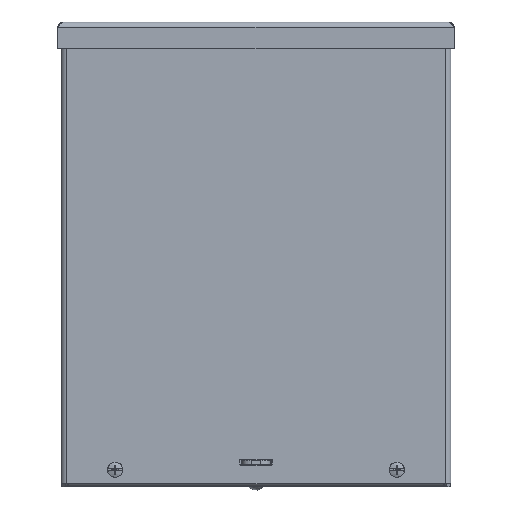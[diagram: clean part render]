
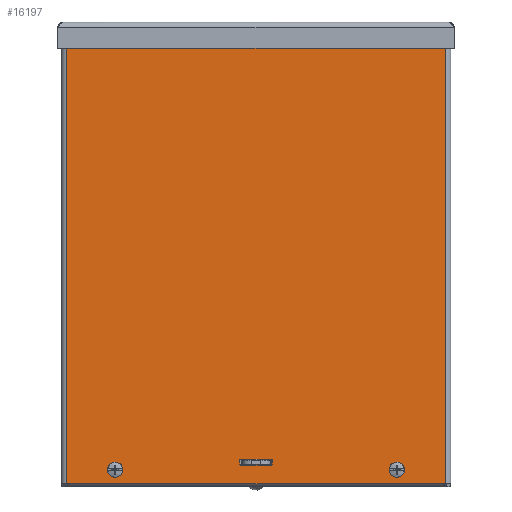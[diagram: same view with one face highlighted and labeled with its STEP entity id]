
A CAD part, top view. The second image highlights one B-rep face of the part: STEP entity #16197.
In plain terms, the highlighted planar face has unit normal (0, 0, 1).
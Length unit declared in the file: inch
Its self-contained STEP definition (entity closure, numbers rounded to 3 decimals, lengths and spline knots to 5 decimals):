
#73 = VERTEX_POINT ( 'NONE', #4266 ) ;
#179 = DIRECTION ( 'NONE',  ( 0., 1., 0. ) ) ;
#353 = CARTESIAN_POINT ( 'NONE',  ( 0.42188, -2.63713, 4.19362 ) ) ;
#523 = VERTEX_POINT ( 'NONE', #17929 ) ;
#647 = FACE_OUTER_BOUND ( 'NONE', #14190, .T. ) ;
#704 = EDGE_CURVE ( 'NONE', #11087, #11087, #12896, .T. ) ;
#1193 = ORIENTED_EDGE ( 'NONE', *, *, #10597, .T. ) ;
#1281 = VECTOR ( 'NONE', #9788, 39.37008 ) ;
#1289 = AXIS2_PLACEMENT_3D ( 'NONE', #14464, #11970, #10513 ) ;
#1309 = EDGE_CURVE ( 'NONE', #17289, #2861, #14169, .T. ) ;
#1311 = VERTEX_POINT ( 'NONE', #9449 ) ;
#1540 = VERTEX_POINT ( 'NONE', #10140 ) ;
#1644 = EDGE_CURVE ( 'NONE', #6897, #15298, #13066, .T. ) ;
#2361 = EDGE_CURVE ( 'NONE', #523, #523, #3235, .T. ) ;
#2385 = CARTESIAN_POINT ( 'NONE',  ( -5.059, -5.92188, 4.19362 ) ) ;
#2757 = DIRECTION ( 'NONE',  ( 1., 0., 0. ) ) ;
#2861 = VERTEX_POINT ( 'NONE', #7833 ) ;
#2888 = AXIS2_PLACEMENT_3D ( 'NONE', #15095, #4027, #13790 ) ;
#3032 = EDGE_CURVE ( 'NONE', #11675, #6048, #11193, .T. ) ;
#3041 = EDGE_LOOP ( 'NONE', ( #8962 ) ) ;
#3138 = CARTESIAN_POINT ( 'NONE',  ( 4.90625, -2.95313, 4.19362 ) ) ;
#3164 = CARTESIAN_POINT ( 'NONE',  ( 0.39062, -5.44613, 4.19362 ) ) ;
#3235 = CIRCLE ( 'NONE', #17904, 0.125 ) ;
#3359 = AXIS2_PLACEMENT_3D ( 'NONE', #15175, #6892, #2757 ) ;
#3360 = CARTESIAN_POINT ( 'NONE',  ( 0., 0.01562, 4.19362 ) ) ;
#3421 = PLANE ( 'NONE',  #6288 ) ;
#3810 = EDGE_CURVE ( 'NONE', #1540, #11675, #4867, .T. ) ;
#3965 = ORIENTED_EDGE ( 'NONE', *, *, #6283, .F. ) ;
#4027 = DIRECTION ( 'NONE',  ( 0., 0., 1. ) ) ;
#4062 = DIRECTION ( 'NONE',  ( 0., 0., -1. ) ) ;
#4266 = CARTESIAN_POINT ( 'NONE',  ( 3.78125, -5.5625, 4.19362 ) ) ;
#4378 = EDGE_CURVE ( 'NONE', #6048, #6356, #15612, .T. ) ;
#4400 = ORIENTED_EDGE ( 'NONE', *, *, #3032, .T. ) ;
#4563 = ORIENTED_EDGE ( 'NONE', *, *, #8053, .F. ) ;
#4790 = EDGE_CURVE ( 'NONE', #17289, #11882, #12155, .T. ) ;
#4867 = LINE ( 'NONE', #2385, #15910 ) ;
#5157 = EDGE_LOOP ( 'NONE', ( #17210, #3965, #1193, #4563, #7802, #11835, #9297, #7920 ) ) ;
#5302 = DIRECTION ( 'NONE',  ( 1., 0., 0. ) ) ;
#5325 = CARTESIAN_POINT ( 'NONE',  ( 3.65625, 5.59375, 4.19362 ) ) ;
#5627 = DIRECTION ( 'NONE',  ( 0., 0., -1. ) ) ;
#5790 = VECTOR ( 'NONE', #8403, 39.37008 ) ;
#6048 = VERTEX_POINT ( 'NONE', #17197 ) ;
#6187 = LINE ( 'NONE', #11071, #9446 ) ;
#6283 = EDGE_CURVE ( 'NONE', #13435, #11882, #15923, .T. ) ;
#6288 = AXIS2_PLACEMENT_3D ( 'NONE', #3360, #15688, #17056 ) ;
#6356 = VERTEX_POINT ( 'NONE', #13741 ) ;
#6476 = LINE ( 'NONE', #12217, #6918 ) ;
#6481 = FACE_BOUND ( 'NONE', #8735, .T. ) ;
#6579 = CIRCLE ( 'NONE', #13559, 0.03125 ) ;
#6857 = DIRECTION ( 'NONE',  ( -0.707, -0.707, 0. ) ) ;
#6868 = EDGE_LOOP ( 'NONE', ( #10966 ) ) ;
#6892 = DIRECTION ( 'NONE',  ( 0., 0., -1. ) ) ;
#6897 = VERTEX_POINT ( 'NONE', #15860 ) ;
#6918 = VECTOR ( 'NONE', #5302, 39.37008 ) ;
#7106 = ORIENTED_EDGE ( 'NONE', *, *, #9652, .T. ) ;
#7353 = VERTEX_POINT ( 'NONE', #12963 ) ;
#7642 = CARTESIAN_POINT ( 'NONE',  ( 3.65625, -5.5625, 4.19362 ) ) ;
#7802 = ORIENTED_EDGE ( 'NONE', *, *, #9679, .T. ) ;
#7833 = CARTESIAN_POINT ( 'NONE',  ( 0.39062, -5.28988, 4.19362 ) ) ;
#7920 = ORIENTED_EDGE ( 'NONE', *, *, #1309, .F. ) ;
#8053 = EDGE_CURVE ( 'NONE', #7353, #1311, #6579, .T. ) ;
#8055 = DIRECTION ( 'NONE',  ( 1., 0., 0. ) ) ;
#8173 = AXIS2_PLACEMENT_3D ( 'NONE', #7642, #14638, #10441 ) ;
#8208 = VECTOR ( 'NONE', #179, 39.37008 ) ;
#8403 = DIRECTION ( 'NONE',  ( 0., 1., 0. ) ) ;
#8412 = CARTESIAN_POINT ( 'NONE',  ( -3.53125, -5.5625, 4.19362 ) ) ;
#8539 = CARTESIAN_POINT ( 'NONE',  ( -0.42188, -2.71525, 4.19362 ) ) ;
#8735 = EDGE_LOOP ( 'NONE', ( #15607 ) ) ;
#8962 = ORIENTED_EDGE ( 'NONE', *, *, #2361, .T. ) ;
#9297 = ORIENTED_EDGE ( 'NONE', *, *, #12083, .T. ) ;
#9446 = VECTOR ( 'NONE', #14022, 39.37008 ) ;
#9449 = CARTESIAN_POINT ( 'NONE',  ( -0.39063, -5.44613, 4.19362 ) ) ;
#9652 = EDGE_CURVE ( 'NONE', #6356, #1540, #12324, .T. ) ;
#9679 = EDGE_CURVE ( 'NONE', #7353, #15298, #15556, .T. ) ;
#9713 = FACE_BOUND ( 'NONE', #12595, .T. ) ;
#9788 = DIRECTION ( 'NONE',  ( 0., -1., 0. ) ) ;
#9805 = ORIENTED_EDGE ( 'NONE', *, *, #3810, .T. ) ;
#9881 = EDGE_CURVE ( 'NONE', #73, #73, #15522, .T. ) ;
#9903 = CARTESIAN_POINT ( 'NONE',  ( -4.90625, 2.98438, 4.19362 ) ) ;
#10004 = DIRECTION ( 'NONE',  ( 0., -1., 0. ) ) ;
#10139 = FACE_BOUND ( 'NONE', #5157, .T. ) ;
#10140 = CARTESIAN_POINT ( 'NONE',  ( -4.90625, -5.92188, 4.19362 ) ) ;
#10212 = VERTEX_POINT ( 'NONE', #8412 ) ;
#10441 = DIRECTION ( 'NONE',  ( 1., 0., 0. ) ) ;
#10513 = DIRECTION ( 'NONE',  ( -0.707, 0.707, 0. ) ) ;
#10597 = EDGE_CURVE ( 'NONE', #13435, #1311, #6187, .T. ) ;
#10933 = DIRECTION ( 'NONE',  ( 0.707, 0.707, 0. ) ) ;
#10966 = ORIENTED_EDGE ( 'NONE', *, *, #704, .T. ) ;
#10976 = CARTESIAN_POINT ( 'NONE',  ( -3.53125, 5.59375, 4.19362 ) ) ;
#11071 = CARTESIAN_POINT ( 'NONE',  ( 0.21094, -5.44613, 4.19362 ) ) ;
#11087 = VERTEX_POINT ( 'NONE', #10976 ) ;
#11193 = LINE ( 'NONE', #3138, #5790 ) ;
#11675 = VERTEX_POINT ( 'NONE', #15186 ) ;
#11806 = CIRCLE ( 'NONE', #3359, 0.125 ) ;
#11835 = ORIENTED_EDGE ( 'NONE', *, *, #1644, .F. ) ;
#11882 = VERTEX_POINT ( 'NONE', #13086 ) ;
#11970 = DIRECTION ( 'NONE',  ( 0., 0., 1. ) ) ;
#12083 = EDGE_CURVE ( 'NONE', #6897, #2861, #6476, .T. ) ;
#12155 = LINE ( 'NONE', #353, #15895 ) ;
#12217 = CARTESIAN_POINT ( 'NONE',  ( -0.21094, -5.28988, 4.19362 ) ) ;
#12324 = LINE ( 'NONE', #9903, #1281 ) ;
#12410 = CARTESIAN_POINT ( 'NONE',  ( 0.39063, -5.32113, 4.19362 ) ) ;
#12595 = EDGE_LOOP ( 'NONE', ( #15512 ) ) ;
#12604 = DIRECTION ( 'NONE',  ( 1., 0., 0. ) ) ;
#12757 = FACE_BOUND ( 'NONE', #3041, .T. ) ;
#12896 = CIRCLE ( 'NONE', #14596, 0.125 ) ;
#12963 = CARTESIAN_POINT ( 'NONE',  ( -0.42188, -5.41488, 4.19362 ) ) ;
#13066 = CIRCLE ( 'NONE', #1289, 0.03125 ) ;
#13086 = CARTESIAN_POINT ( 'NONE',  ( 0.42187, -5.41488, 4.19362 ) ) ;
#13435 = VERTEX_POINT ( 'NONE', #3164 ) ;
#13559 = AXIS2_PLACEMENT_3D ( 'NONE', #15196, #14011, #6857 ) ;
#13741 = CARTESIAN_POINT ( 'NONE',  ( -4.90625, 5.95312, 4.19362 ) ) ;
#13790 = DIRECTION ( 'NONE',  ( 0.707, -0.707, 0. ) ) ;
#14011 = DIRECTION ( 'NONE',  ( 0., 0., 1. ) ) ;
#14022 = DIRECTION ( 'NONE',  ( -1., 0., 0. ) ) ;
#14169 = CIRCLE ( 'NONE', #16252, 0.03125 ) ;
#14190 = EDGE_LOOP ( 'NONE', ( #4400, #15447, #7106, #9805 ) ) ;
#14464 = CARTESIAN_POINT ( 'NONE',  ( -0.39063, -5.32113, 4.19362 ) ) ;
#14596 = AXIS2_PLACEMENT_3D ( 'NONE', #15025, #4062, #17774 ) ;
#14638 = DIRECTION ( 'NONE',  ( 0., 0., -1. ) ) ;
#14709 = DIRECTION ( 'NONE',  ( -1., 0., 0. ) ) ;
#14784 = EDGE_CURVE ( 'NONE', #10212, #10212, #11806, .T. ) ;
#15025 = CARTESIAN_POINT ( 'NONE',  ( -3.65625, 5.59375, 4.19362 ) ) ;
#15095 = CARTESIAN_POINT ( 'NONE',  ( 0.39063, -5.41488, 4.19362 ) ) ;
#15175 = CARTESIAN_POINT ( 'NONE',  ( -3.65625, -5.5625, 4.19362 ) ) ;
#15186 = CARTESIAN_POINT ( 'NONE',  ( 4.90625, -5.92188, 4.19362 ) ) ;
#15196 = CARTESIAN_POINT ( 'NONE',  ( -0.39063, -5.41488, 4.19362 ) ) ;
#15298 = VERTEX_POINT ( 'NONE', #16729 ) ;
#15447 = ORIENTED_EDGE ( 'NONE', *, *, #4378, .T. ) ;
#15512 = ORIENTED_EDGE ( 'NONE', *, *, #14784, .T. ) ;
#15522 = CIRCLE ( 'NONE', #8173, 0.125 ) ;
#15556 = LINE ( 'NONE', #8539, #8208 ) ;
#15607 = ORIENTED_EDGE ( 'NONE', *, *, #9881, .T. ) ;
#15612 = LINE ( 'NONE', #17445, #17158 ) ;
#15688 = DIRECTION ( 'NONE',  ( 0., 0., -1. ) ) ;
#15860 = CARTESIAN_POINT ( 'NONE',  ( -0.39063, -5.28988, 4.19362 ) ) ;
#15895 = VECTOR ( 'NONE', #10004, 39.37008 ) ;
#15910 = VECTOR ( 'NONE', #8055, 39.37008 ) ;
#15923 = CIRCLE ( 'NONE', #2888, 0.03125 ) ;
#16197 = ADVANCED_FACE ( 'NONE', ( #647, #9713, #16679, #10139, #6481, #12757 ), #3421, .F. ) ;
#16252 = AXIS2_PLACEMENT_3D ( 'NONE', #12410, #16472, #10933 ) ;
#16472 = DIRECTION ( 'NONE',  ( 0., 0., 1. ) ) ;
#16679 = FACE_BOUND ( 'NONE', #6868, .T. ) ;
#16729 = CARTESIAN_POINT ( 'NONE',  ( -0.42188, -5.32113, 4.19362 ) ) ;
#16877 = CARTESIAN_POINT ( 'NONE',  ( 0.42187, -5.32113, 4.19362 ) ) ;
#17056 = DIRECTION ( 'NONE',  ( 1., 0., 0. ) ) ;
#17158 = VECTOR ( 'NONE', #14709, 39.37008 ) ;
#17197 = CARTESIAN_POINT ( 'NONE',  ( 4.90625, 5.95312, 4.19362 ) ) ;
#17210 = ORIENTED_EDGE ( 'NONE', *, *, #4790, .T. ) ;
#17289 = VERTEX_POINT ( 'NONE', #16877 ) ;
#17445 = CARTESIAN_POINT ( 'NONE',  ( 5.059, 5.95313, 4.19362 ) ) ;
#17774 = DIRECTION ( 'NONE',  ( 1., 0., 0. ) ) ;
#17904 = AXIS2_PLACEMENT_3D ( 'NONE', #5325, #5627, #12604 ) ;
#17929 = CARTESIAN_POINT ( 'NONE',  ( 3.78125, 5.59375, 4.19362 ) ) ;
